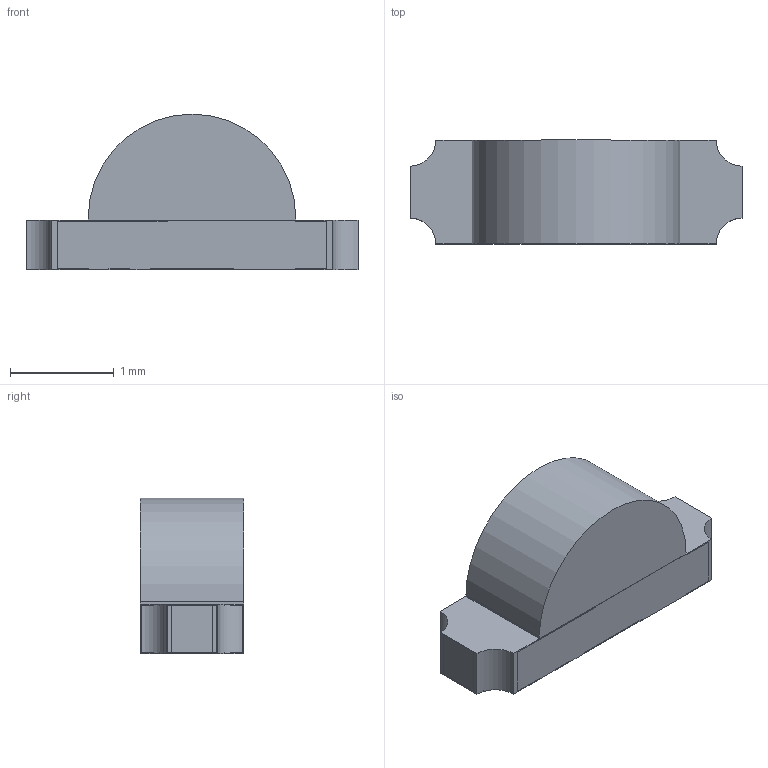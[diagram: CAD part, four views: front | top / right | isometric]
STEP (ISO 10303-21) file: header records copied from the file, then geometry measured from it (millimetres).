
FILE_DESCRIPTION( ( 'Unknown' ), '1' );
FILE_NAME( '155124xx73200.stp', 'Unknown', ( 'Unknown' ), ( 'Unknown' ), 'PSStep 19.0.9', 'Unknown', ' ' );
FILE_SCHEMA( ( 'AUTOMOTIVE_DESIGN { 1 0 10303 214 1 1 1 1 }' ) );
Length unit declared in the file: millimetre
Products named in the file (10): Assem1; Body; Contact; Doom
Assembly tree (9 placements, depth 2):
  Assem1
    Body
    Contact
    Contact
    Contact
    Contact
    Contact
    Contact
    Contact
    Doom
Bounding box: 3.2 x 1 x 1.5 mm (x, y, z)
Volume: 3.1 mm3; surface area: 26.8 mm2
Topology: 9 solids, 9 shells, 133 faces, 348 edges, 232 vertices
Faces by surface type: plane 120, cylinder 13
Entity records: 5266 total; most frequent: CARTESIAN_POINT 723, ORIENTED_EDGE 696, DIRECTION 660, EDGE_CURVE 348, LINE 322, VECTOR 322, VERTEX_POINT 232, AXIS2_PLACEMENT_3D 169
